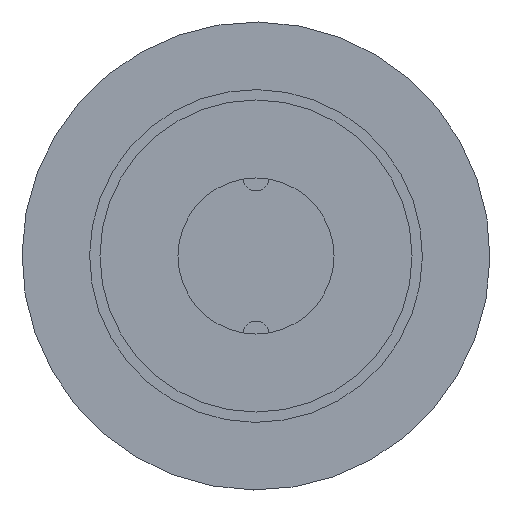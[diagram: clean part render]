
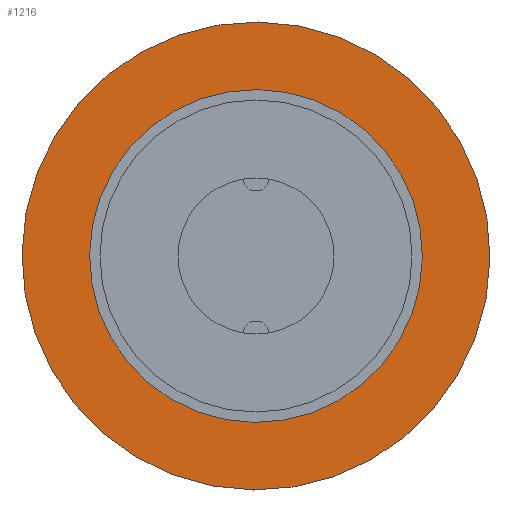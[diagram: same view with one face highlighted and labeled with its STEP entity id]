
A CAD part, front view. The second image highlights one B-rep face of the part: STEP entity #1216.
In plain terms, the highlighted planar face has unit normal (0, -1, 0).
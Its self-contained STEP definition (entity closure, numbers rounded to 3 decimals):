
#231=PLANE('',#1338);
#263=FACE_BOUND('',#438,.T.);
#341=FACE_OUTER_BOUND('',#437,.T.);
#437=EDGE_LOOP('',(#1043));
#438=EDGE_LOOP('',(#1044));
#513=CIRCLE('',#1339,9.);
#514=CIRCLE('',#1340,6.4);
#624=VERTEX_POINT('',#3175);
#625=VERTEX_POINT('',#3177);
#772=EDGE_CURVE('',#624,#624,#513,.T.);
#773=EDGE_CURVE('',#625,#625,#514,.T.);
#1043=ORIENTED_EDGE('',*,*,#772,.T.);
#1044=ORIENTED_EDGE('',*,*,#773,.T.);
#1216=ADVANCED_FACE('',(#341,#263),#231,.T.);
#1338=AXIS2_PLACEMENT_3D('',#3174,#1633,#1634);
#1339=AXIS2_PLACEMENT_3D('',#3176,#1635,#1636);
#1340=AXIS2_PLACEMENT_3D('',#3178,#1637,#1638);
#1633=DIRECTION('center_axis',(0.,-1.,0.));
#1634=DIRECTION('ref_axis',(-0.51,0.,-0.86));
#1635=DIRECTION('center_axis',(0.,-1.,0.));
#1636=DIRECTION('ref_axis',(-0.86,0.,0.51));
#1637=DIRECTION('center_axis',(0.,1.,0.));
#1638=DIRECTION('ref_axis',(0.86,0.,-0.51));
#3174=CARTESIAN_POINT('Origin',(-12.091,-152.976,-75.253));
#3175=CARTESIAN_POINT('',(-4.348,-152.976,-79.841));
#3176=CARTESIAN_POINT('Origin',(-12.091,-152.976,-75.253));
#3177=CARTESIAN_POINT('',(-17.597,-152.976,-71.991));
#3178=CARTESIAN_POINT('Origin',(-12.091,-152.976,-75.253));
